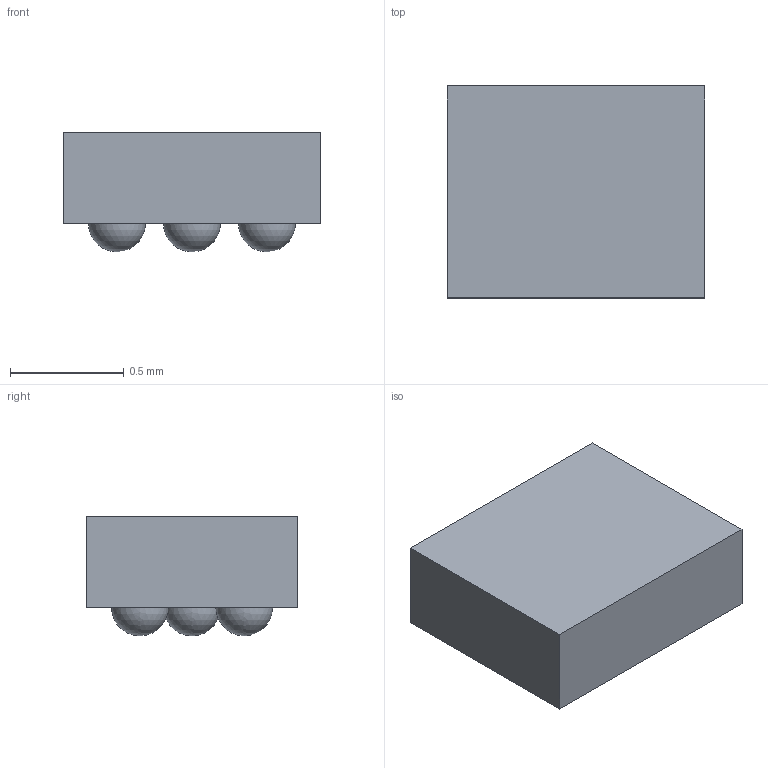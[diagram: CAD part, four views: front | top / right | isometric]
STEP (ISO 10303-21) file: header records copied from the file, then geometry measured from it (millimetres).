
FILE_DESCRIPTION(/* description */ (''),/* implementation_level */ '2;1');
FILE_NAME(/* name */ '5b715d05-a8c8-402f-89b8-01a33c51f932.stp',/* time_stamp */ '2023-04-02T13:30:42Z',/* author */ (''),/* organization */ (''),/* preprocessor_version */ 'ST-DEVELOPER v19.2',/* originating_system */ 'Autodesk Translation Framework v12.4.0.73',/* authorisation */ '');
FILE_SCHEMA (('AUTOMOTIVE_DESIGN { 1 0 10303 214 3 1 1 }'));
Length unit declared in the file: millimetre
Products named in the file (1): TLI493d-W2BW
Bounding box: 1.13 x 0.93 x 0.53 mm (x, y, z)
Volume: 0.4 mm3; surface area: 4 mm2
Topology: 1 solids, 1 shells, 11 faces, 27 edges, 18 vertices
Faces by surface type: plane 6, sphere 5
Entity records: 339 total; most frequent: DIRECTION 56, CARTESIAN_POINT 52, ORIENTED_EDGE 44, EDGE_CURVE 22, AXIS2_PLACEMENT_3D 22, VERTEX_POINT 18, EDGE_LOOP 16, LINE 12
